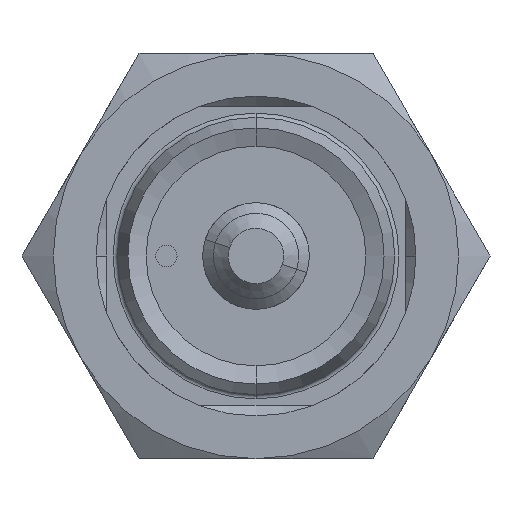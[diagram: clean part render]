
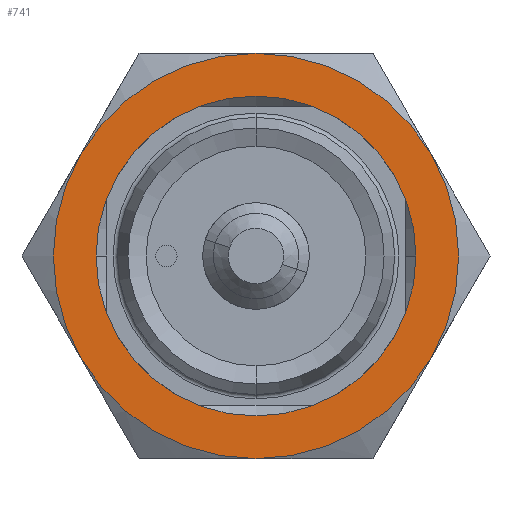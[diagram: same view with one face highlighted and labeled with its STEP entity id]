
A CAD part, left-side view. The second image highlights one B-rep face of the part: STEP entity #741.
In plain terms, the highlighted planar face has unit normal (-1, 0, 0).
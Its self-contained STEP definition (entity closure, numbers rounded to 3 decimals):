
#106=FACE_BOUND('',#270,.F.);
#121=PLANE('',#1601);
#179=FACE_OUTER_BOUND('',#271,.F.);
#270=EDGE_LOOP('',(#470,#471));
#271=EDGE_LOOP('',(#472,#473,#474,#475,#476,#477));
#470=ORIENTED_EDGE('',*,*,#1162,.T.);
#471=ORIENTED_EDGE('',*,*,#1161,.T.);
#472=ORIENTED_EDGE('',*,*,#1175,.F.);
#473=ORIENTED_EDGE('',*,*,#1182,.F.);
#474=ORIENTED_EDGE('',*,*,#1173,.F.);
#475=ORIENTED_EDGE('',*,*,#1170,.F.);
#476=ORIENTED_EDGE('',*,*,#1165,.F.);
#477=ORIENTED_EDGE('',*,*,#1196,.F.);
#741=ADVANCED_FACE('',(#106,#179),#121,.T.);
#1033=CIRCLE('',#1578,7.5);
#1034=CIRCLE('',#1579,7.5);
#1035=CIRCLE('',#1580,9.5);
#1037=CIRCLE('',#1582,9.5);
#1038=CIRCLE('',#1583,9.5);
#1039=CIRCLE('',#1584,9.5);
#1041=CIRCLE('',#1586,9.5);
#1044=CIRCLE('',#1589,9.5);
#1161=EDGE_CURVE('',#1370,#1369,#1033,.T.);
#1162=EDGE_CURVE('',#1369,#1370,#1034,.T.);
#1165=EDGE_CURVE('',#1366,#1368,#1035,.T.);
#1170=EDGE_CURVE('',#1368,#1361,#1037,.T.);
#1173=EDGE_CURVE('',#1361,#1359,#1038,.T.);
#1175=EDGE_CURVE('',#1358,#1357,#1039,.T.);
#1182=EDGE_CURVE('',#1359,#1358,#1041,.T.);
#1196=EDGE_CURVE('',#1357,#1366,#1044,.T.);
#1357=VERTEX_POINT('',#2410);
#1358=VERTEX_POINT('',#2411);
#1359=VERTEX_POINT('',#2412);
#1361=VERTEX_POINT('',#2414);
#1366=VERTEX_POINT('',#2419);
#1368=VERTEX_POINT('',#2421);
#1369=VERTEX_POINT('',#2422);
#1370=VERTEX_POINT('',#2423);
#1578=AXIS2_PLACEMENT_3D('',#2428,#1845,#1846);
#1579=AXIS2_PLACEMENT_3D('',#2429,#1847,#1848);
#1580=AXIS2_PLACEMENT_3D('',#2440,#1849,#1850);
#1582=AXIS2_PLACEMENT_3D('',#2457,#1853,#1854);
#1583=AXIS2_PLACEMENT_3D('',#2468,#1855,#1856);
#1584=AXIS2_PLACEMENT_3D('',#2474,#1857,#1858);
#1586=AXIS2_PLACEMENT_3D('',#2501,#1861,#1862);
#1589=AXIS2_PLACEMENT_3D('',#2539,#1872,#1873);
#1601=AXIS2_PLACEMENT_3D('',#2579,#1899,#1900);
#1845=DIRECTION('',(-1.,0.,0.));
#1846=DIRECTION('',(0.,-1.,0.));
#1847=DIRECTION('',(-1.,0.,0.));
#1848=DIRECTION('',(0.,1.,0.));
#1849=DIRECTION('',(-1.,0.,0.));
#1850=DIRECTION('',(0.,-0.866,-0.5));
#1853=DIRECTION('',(-1.,0.,0.));
#1854=DIRECTION('',(0.,-0.866,0.5));
#1855=DIRECTION('',(-1.,0.,0.));
#1856=DIRECTION('',(0.,0.,1.));
#1857=DIRECTION('',(-1.,0.,0.));
#1858=DIRECTION('',(0.,0.866,-0.5));
#1861=DIRECTION('',(-1.,0.,0.));
#1862=DIRECTION('',(0.,0.866,0.5));
#1872=DIRECTION('',(-1.,0.,0.));
#1873=DIRECTION('',(0.,0.,-1.));
#1899=DIRECTION('',(-1.,0.,0.));
#1900=DIRECTION('',(0.,-1.,0.));
#2410=CARTESIAN_POINT('',(4.,0.,-9.5));
#2411=CARTESIAN_POINT('',(4.,8.227,-4.75));
#2412=CARTESIAN_POINT('',(4.,8.227,4.75));
#2414=CARTESIAN_POINT('',(4.,0.,9.5));
#2419=CARTESIAN_POINT('',(4.,-8.227,-4.75));
#2421=CARTESIAN_POINT('',(4.,-8.227,4.75));
#2422=CARTESIAN_POINT('',(4.,7.5,0.));
#2423=CARTESIAN_POINT('',(4.,-7.5,0.));
#2428=CARTESIAN_POINT('',(4.,0.,0.));
#2429=CARTESIAN_POINT('',(4.,0.,0.));
#2440=CARTESIAN_POINT('',(4.,0.,0.));
#2457=CARTESIAN_POINT('',(4.,0.,0.));
#2468=CARTESIAN_POINT('',(4.,0.,0.));
#2474=CARTESIAN_POINT('',(4.,0.,0.));
#2501=CARTESIAN_POINT('',(4.,0.,0.));
#2539=CARTESIAN_POINT('',(4.,0.,0.));
#2579=CARTESIAN_POINT('',(4.,10.45,-10.45));
